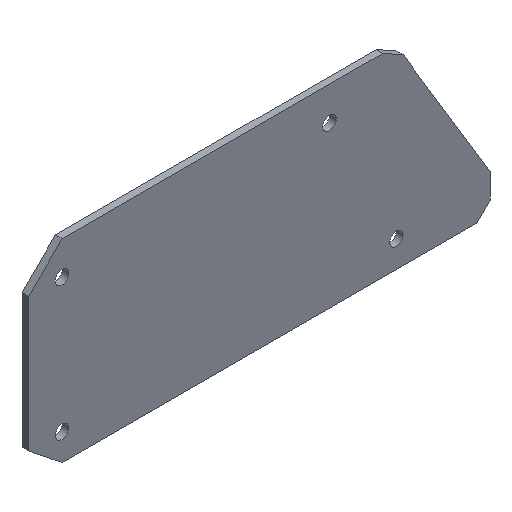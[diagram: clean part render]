
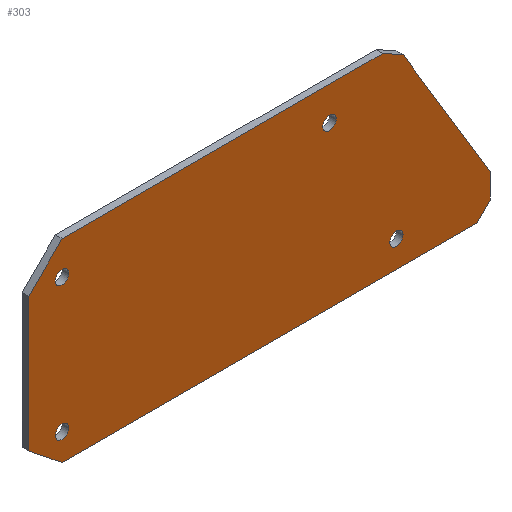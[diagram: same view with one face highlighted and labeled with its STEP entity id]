
A CAD part, isometric view. The second image highlights one B-rep face of the part: STEP entity #303.
In plain terms, the highlighted planar face has unit normal (0, -1, 0).
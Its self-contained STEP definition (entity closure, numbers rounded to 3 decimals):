
#19=FACE_BOUND('',#68,.T.);
#20=FACE_BOUND('',#69,.T.);
#21=FACE_BOUND('',#70,.T.);
#22=FACE_BOUND('',#71,.T.);
#33=PLANE('',#340);
#48=FACE_OUTER_BOUND('',#67,.T.);
#67=EDGE_LOOP('',(#272,#273,#274,#275,#276,#277,#278,#279,#280));
#68=EDGE_LOOP('',(#281));
#69=EDGE_LOOP('',(#282));
#70=EDGE_LOOP('',(#283));
#71=EDGE_LOOP('',(#284));
#76=LINE('',#448,#107);
#80=LINE('',#456,#111);
#83=LINE('',#462,#114);
#86=LINE('',#468,#117);
#89=LINE('',#474,#120);
#92=LINE('',#480,#123);
#95=LINE('',#486,#126);
#98=LINE('',#492,#129);
#101=LINE('',#497,#132);
#107=VECTOR('',#373,10.);
#111=VECTOR('',#379,10.);
#114=VECTOR('',#384,10.);
#117=VECTOR('',#389,10.);
#120=VECTOR('',#394,10.);
#123=VECTOR('',#399,10.);
#126=VECTOR('',#404,10.);
#129=VECTOR('',#409,10.);
#132=VECTOR('',#414,10.);
#135=CIRCLE('',#320,1.);
#137=CIRCLE('',#323,1.);
#139=CIRCLE('',#326,1.);
#141=CIRCLE('',#329,1.);
#143=VERTEX_POINT('',#424);
#145=VERTEX_POINT('',#430);
#147=VERTEX_POINT('',#436);
#149=VERTEX_POINT('',#442);
#150=VERTEX_POINT('',#446);
#151=VERTEX_POINT('',#447);
#154=VERTEX_POINT('',#455);
#156=VERTEX_POINT('',#461);
#158=VERTEX_POINT('',#467);
#160=VERTEX_POINT('',#473);
#162=VERTEX_POINT('',#479);
#164=VERTEX_POINT('',#485);
#166=VERTEX_POINT('',#491);
#170=EDGE_CURVE('',#143,#143,#135,.T.);
#173=EDGE_CURVE('',#145,#145,#137,.T.);
#176=EDGE_CURVE('',#147,#147,#139,.T.);
#179=EDGE_CURVE('',#149,#149,#141,.T.);
#180=EDGE_CURVE('',#150,#151,#76,.T.);
#184=EDGE_CURVE('',#154,#150,#80,.T.);
#187=EDGE_CURVE('',#156,#154,#83,.T.);
#190=EDGE_CURVE('',#158,#156,#86,.T.);
#193=EDGE_CURVE('',#160,#158,#89,.T.);
#196=EDGE_CURVE('',#162,#160,#92,.T.);
#199=EDGE_CURVE('',#164,#162,#95,.T.);
#202=EDGE_CURVE('',#166,#164,#98,.T.);
#205=EDGE_CURVE('',#151,#166,#101,.T.);
#272=ORIENTED_EDGE('',*,*,#205,.F.);
#273=ORIENTED_EDGE('',*,*,#180,.F.);
#274=ORIENTED_EDGE('',*,*,#184,.F.);
#275=ORIENTED_EDGE('',*,*,#187,.F.);
#276=ORIENTED_EDGE('',*,*,#190,.F.);
#277=ORIENTED_EDGE('',*,*,#193,.F.);
#278=ORIENTED_EDGE('',*,*,#196,.F.);
#279=ORIENTED_EDGE('',*,*,#199,.F.);
#280=ORIENTED_EDGE('',*,*,#202,.F.);
#281=ORIENTED_EDGE('',*,*,#179,.F.);
#282=ORIENTED_EDGE('',*,*,#176,.F.);
#283=ORIENTED_EDGE('',*,*,#173,.F.);
#284=ORIENTED_EDGE('',*,*,#170,.F.);
#303=ADVANCED_FACE('',(#48,#19,#20,#21,#22),#33,.F.);
#320=AXIS2_PLACEMENT_3D('',#426,#348,#349);
#323=AXIS2_PLACEMENT_3D('',#432,#355,#356);
#326=AXIS2_PLACEMENT_3D('',#438,#362,#363);
#329=AXIS2_PLACEMENT_3D('',#444,#369,#370);
#340=AXIS2_PLACEMENT_3D('',#500,#418,#419);
#348=DIRECTION('center_axis',(0.,-1.,0.));
#349=DIRECTION('ref_axis',(1.,0.,0.));
#355=DIRECTION('center_axis',(0.,-1.,0.));
#356=DIRECTION('ref_axis',(1.,0.,0.));
#362=DIRECTION('center_axis',(0.,-1.,0.));
#363=DIRECTION('ref_axis',(1.,0.,0.));
#369=DIRECTION('center_axis',(0.,-1.,0.));
#370=DIRECTION('ref_axis',(1.,0.,0.));
#373=DIRECTION('',(-0.781,0.,0.625));
#379=DIRECTION('',(-1.,0.,0.));
#384=DIRECTION('',(-0.707,0.,-0.707));
#389=DIRECTION('',(0.,0.,-1.));
#394=DIRECTION('',(0.514,0.,-0.857));
#399=DIRECTION('',(0.87,0.,-0.493));
#404=DIRECTION('',(1.,0.,0.));
#409=DIRECTION('',(0.707,0.,0.707));
#414=DIRECTION('',(0.,0.,1.));
#418=DIRECTION('center_axis',(0.,1.,0.));
#419=DIRECTION('ref_axis',(1.,0.,0.));
#424=CARTESIAN_POINT('',(54.,0.,25.));
#426=CARTESIAN_POINT('Origin',(55.,0.,25.));
#430=CARTESIAN_POINT('',(44.,0.,45.));
#432=CARTESIAN_POINT('Origin',(45.,0.,45.));
#436=CARTESIAN_POINT('',(4.,0.,45.));
#438=CARTESIAN_POINT('Origin',(5.,0.,45.));
#442=CARTESIAN_POINT('',(4.,0.,25.));
#444=CARTESIAN_POINT('Origin',(5.,0.,25.));
#446=CARTESIAN_POINT('',(5.,0.,21.));
#447=CARTESIAN_POINT('',(0.,0.,25.));
#448=CARTESIAN_POINT('',(5.,0.,21.));
#455=CARTESIAN_POINT('',(67.,0.,21.));
#456=CARTESIAN_POINT('',(67.,0.,21.));
#461=CARTESIAN_POINT('',(69.,0.,23.));
#462=CARTESIAN_POINT('',(69.,0.,23.));
#467=CARTESIAN_POINT('',(69.,0.,26.667));
#468=CARTESIAN_POINT('',(69.,0.,26.667));
#473=CARTESIAN_POINT('',(56.029,0.,48.285));
#474=CARTESIAN_POINT('',(56.029,0.,48.285));
#479=CARTESIAN_POINT('',(53.,0.,50.));
#480=CARTESIAN_POINT('',(53.,0.,50.));
#485=CARTESIAN_POINT('',(5.,0.,50.));
#486=CARTESIAN_POINT('',(5.,0.,50.));
#491=CARTESIAN_POINT('',(0.,0.,45.));
#492=CARTESIAN_POINT('',(0.,0.,45.));
#497=CARTESIAN_POINT('',(0.,0.,25.));
#500=CARTESIAN_POINT('Origin',(34.5,0.,35.5));
